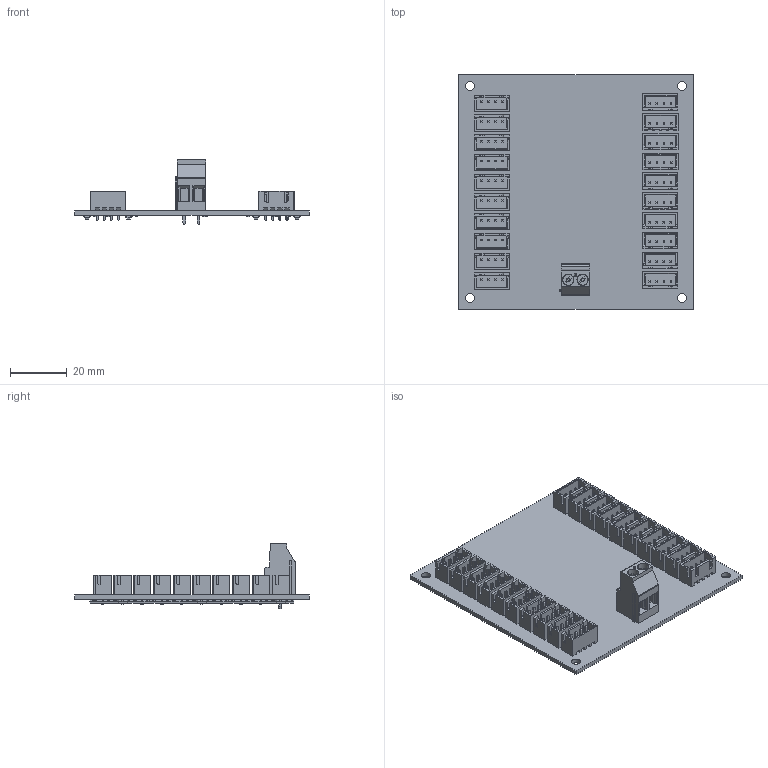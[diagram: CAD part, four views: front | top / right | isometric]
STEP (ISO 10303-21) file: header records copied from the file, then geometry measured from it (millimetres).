
FILE_DESCRIPTION(('KiCad electronic assembly'),'2;1');
FILE_NAME('siplace_feeder_controller.step','2020-01-24T13:41:52',( 'An Author'),('A Company'),'Open CASCADE STEP processor 6.9', 'KiCad to STEP converter','Unknown');
FILE_SCHEMA(('AUTOMOTIVE_DESIGN { 1 0 10303 214 1 1 1 1 }'));
Length unit declared in the file: millimetre
Products named in the file (10): Open CASCADE STEP translator 6.9 1; JST_XH_B4B-XH-A_1x04_P2.50mm_Vertical; SOLID; R_0603_1608Metric; SOT-23; 1706439; COMPOUND
Assembly tree (167 placements, depth 3):
  Open CASCADE STEP translator 6.9 1
    JST_XH_B4B-XH-A_1x04_P2.50mm_Vertical  x20
      SOLID
    R_0603_1608Metric  x81
      SOLID
    SOT-23  x60
      SOLID
    1706439
      SOLID
    COMPOUND
Bounding box: 83 x 83 x 23.3 mm (x, y, z)
Volume: 17725.3 mm3; surface area: 30038.4 mm2
Topology: 163 solids, 163 shells, 9731 faces, 24306 edges, 15076 vertices
Faces by surface type: plane 6534, bspline 1620, cylinder 1575, sphere 2
Full cylindrical faces by diameter (mm): 0.95 x80, 1.3 x2, 3.2 x4
Entity records: 36165 total; most frequent: CARTESIAN_POINT 5875, DIRECTION 5265, LINE 3083, VECTOR 3083, ORIENTED_EDGE 2546, PCURVE 2546, DEFINITIONAL_REPRESENTATION 2546, EDGE_CURVE 1273
